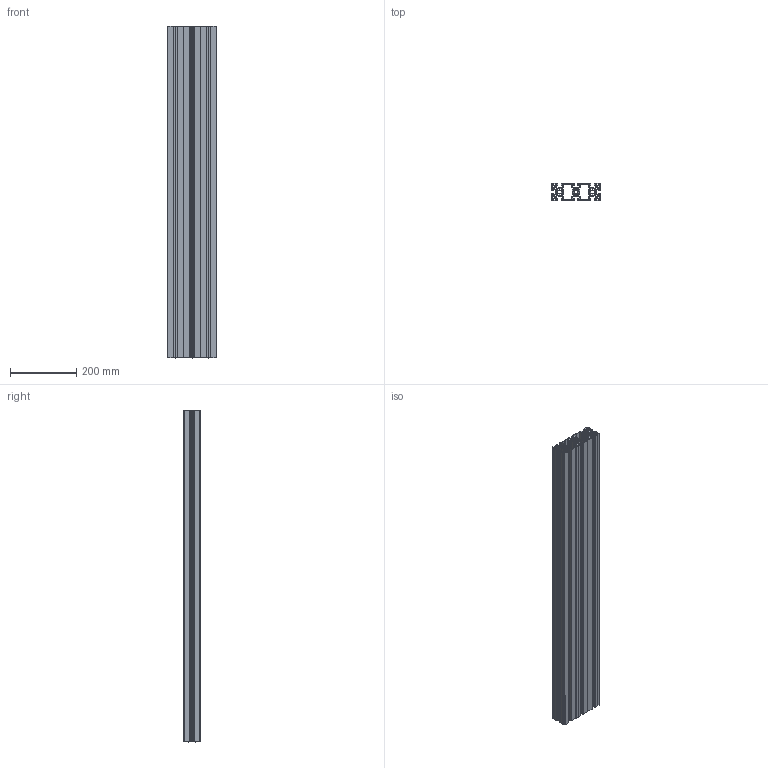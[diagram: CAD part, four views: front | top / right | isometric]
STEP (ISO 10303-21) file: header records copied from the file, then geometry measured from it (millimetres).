
FILE_DESCRIPTION (( 'STEP AP214' ), '1' );
FILE_NAME ('6515SLX Êîíñòðóêöèîííûé ïðîôèëü 50õ150SL.STEP', '2019-11-13T07:28:36', ( 'Windows User' ), ( '' ), 'SwSTEP 2.0', 'SolidWorks 2019', '' );
FILE_SCHEMA (( 'AUTOMOTIVE_DESIGN' ));
Length unit declared in the file: millimetre
Products named in the file (1): 6515SLX Êîíñòðóêöèîííûé ïðîôèëü 50õ150SL
Bounding box: 150 x 50 x 1000 mm (x, y, z)
Volume: 1749225.3 mm3; surface area: 1847445.9 mm2
Topology: 1 solids, 1 shells, 822 faces, 2460 edges, 1640 vertices
Faces by surface type: plane 438, cylinder 384
Entity records: 27922 total; most frequent: CARTESIAN_POINT 4923, ORIENTED_EDGE 4920, DIRECTION 4874, EDGE_CURVE 2460, LINE 1692, VECTOR 1692, VERTEX_POINT 1640, AXIS2_PLACEMENT_3D 1591
